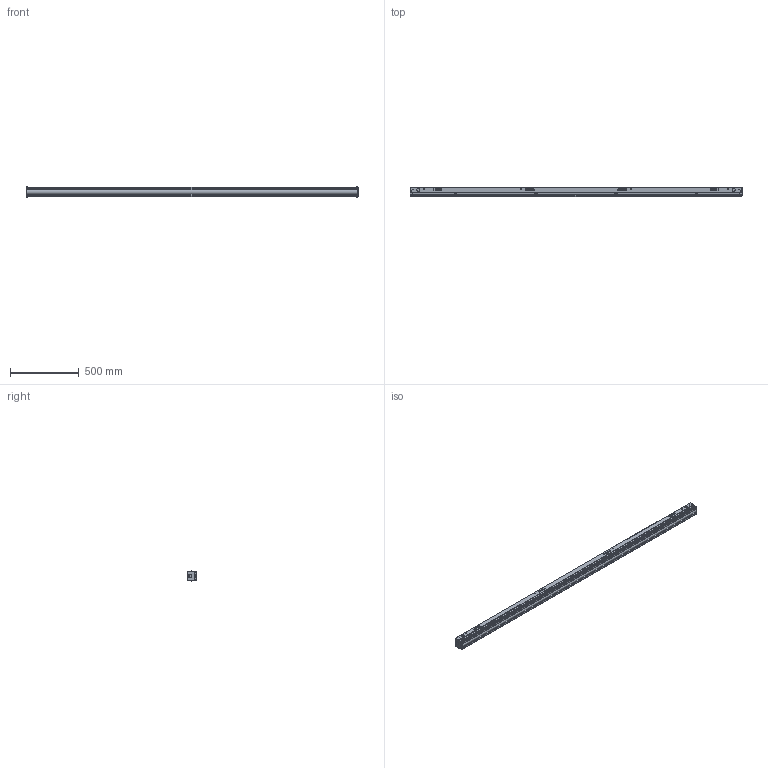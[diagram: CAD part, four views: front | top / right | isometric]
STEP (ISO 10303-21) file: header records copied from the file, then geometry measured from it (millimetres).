
FILE_DESCRIPTION((''),'2;1');
FILE_NAME('213562_ASM','2019-10-08T17:31:19',('pdmadmin'),('BANNER ENGINEERING'),'CREO PARAMETRIC BY PTC INC, 2018300','CREO PARAMETRIC BY PTC INC, 2018300','');
FILE_SCHEMA(('CONFIG_CONTROL_DESIGN'));
Products named in the file (24): 210025_AF1; PEM_STUD_TFH-632-4ZI_AF0; PEM_STUD_TFH-632-4ZI_AF1; PEM_STUD_TFH-632-4ZI_AF2; PEM_STUD_TFH-632-4ZI_AF3; PEM_STUD_TFH-632-4ZI_AF4; PEM_STUD_TFH-632-4ZI_AF5; PEM_STUD_TFH-632-4ZI_AF6; PEM_STUD_TFH-632-4ZI_AF7; PEM_STUD_TFH-632-4ZI_AF8; SP-M5-1-PEM; KBOIE_WLB_BASIC_RIVET; 210025_AF0_ASM; 209973_AF1; PEM_STUD_TFH-632-4ZI_AF9; PEM_STUD_TFH-632-4ZI_AF10; PEM_STUD_TFH-632-4ZI_AF11; 209973_AF0_ASM; 212902_1_AF8; 212902_2_AF8; 212904_AF0_ASM; 209975_AF0; 209975_AF1; 213562_ASM
Assembly tree (33 placements, depth 3):
  213562_ASM
    210025_AF0_ASM
      210025_AF1
      PEM_STUD_TFH-632-4ZI_AF0
      PEM_STUD_TFH-632-4ZI_AF1
      PEM_STUD_TFH-632-4ZI_AF2
      PEM_STUD_TFH-632-4ZI_AF3
      PEM_STUD_TFH-632-4ZI_AF4
      PEM_STUD_TFH-632-4ZI_AF5
      PEM_STUD_TFH-632-4ZI_AF6
      PEM_STUD_TFH-632-4ZI_AF7
      PEM_STUD_TFH-632-4ZI_AF8
      SP-M5-1-PEM  x8
      KBOIE_WLB_BASIC_RIVET  x4
    209973_AF0_ASM
      209973_AF1
      PEM_STUD_TFH-632-4ZI_AF9
      PEM_STUD_TFH-632-4ZI_AF10
      PEM_STUD_TFH-632-4ZI_AF11
    212904_AF0_ASM
      212902_1_AF8
      212902_2_AF8
    209975_AF0
    209975_AF1
Bounding box: 2413.7 x 68.73 x 73.5 mm (x, y, z)
Volume: 824330.3 mm3; surface area: 1531175.5 mm2
Topology: 29 solids, 29 shells, 2547 faces, 6236 edges, 3859 vertices
Faces by surface type: plane 1055, cylinder 916, torus 242, cone 202, bspline 104, sphere 28
Entity records: 59580 total; most frequent: CARTESIAN_POINT 15211, DIRECTION 9606, ORIENTED_EDGE 8920, EDGE_CURVE 4460, AXIS2_PLACEMENT_3D 3637, VERTEX_POINT 2712, VECTOR 2332, LINE 2332
